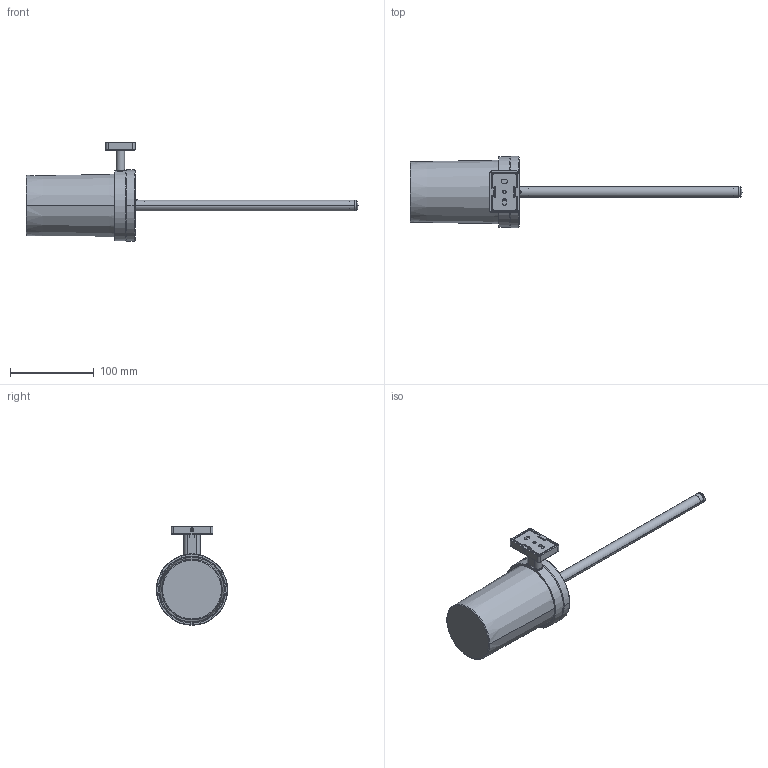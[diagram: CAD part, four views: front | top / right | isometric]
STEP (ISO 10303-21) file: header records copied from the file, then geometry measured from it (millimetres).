
FILE_DESCRIPTION((''),'2;1');
FILE_NAME('NV022-20_ASM','2021-05-02T',('Administrator'),(''),'PRO/ENGINEER BY PARAMETRIC TECHNOLOGY CORPORATION, 2009440','PRO/ENGINEER BY PARAMETRIC TECHNOLOGY CORPORATION, 2009440','');
FILE_SCHEMA(('CONFIG_CONTROL_DESIGN'));
Length unit declared in the file: millimetre
Products named in the file (13): NV022-00-02; NV022-20-01; MP5-8; MPA5-8; NV022-00-01; NV022-20-03; NV022-20-07; NV022-20-06; NV022-20-04; NV022-20-05; NV022-20-08; MPM5-10V; NV022-20_ASM
Assembly tree (13 placements, depth 2):
  NV022-20_ASM
    NV022-00-02
    NV022-20-01
    MP5-8  x2
    MPA5-8
    NV022-00-01
    NV022-20-03
    NV022-20-07
    NV022-20-06
    NV022-20-04
    NV022-20-05
    NV022-20-08
    MPM5-10V
Bounding box: 395.9 x 85 x 117.5 mm (x, y, z)
Volume: 382261.3 mm3; surface area: 140478.7 mm2
Topology: 14 solids, 14 shells, 655 faces, 1684 edges, 1066 vertices
Faces by surface type: cylinder 215, plane 197, bspline 105, extrusion 57, cone 51, torus 22, sphere 8
Entity records: 31735 total; most frequent: CARTESIAN_POINT 17873, ORIENTED_EDGE 3098, DIRECTION 2355, EDGE_CURVE 1549, VERTEX_POINT 983, AXIS2_PLACEMENT_3D 816, VECTOR 723, LINE 666
